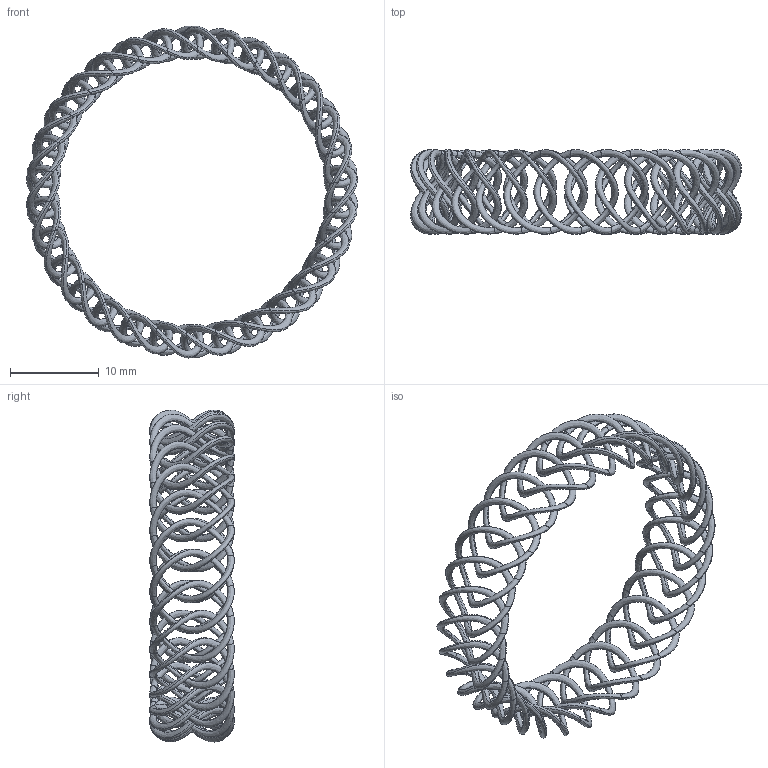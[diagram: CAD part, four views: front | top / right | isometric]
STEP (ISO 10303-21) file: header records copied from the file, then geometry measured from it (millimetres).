
FILE_DESCRIPTION(('FreeCAD Model'),'2;1');
FILE_NAME('Open CASCADE Shape Model','2025-05-04T09:01:15',('FreeCAD'),( 'FreeCAD'),'Open CASCADE STEP processor 7.6','FreeCAD','Unknown');
FILE_SCHEMA(('AUTOMOTIVE_DESIGN { 1 0 10303 214 1 1 1 1 }'));
Products named in the file (1): Open CASCADE STEP translator 7.6 1
Bounding box: 37.28 x 9.5 x 37.38 mm (x, y, z)
Volume: 348.1 mm3; surface area: 2006.1 mm2
Topology: 30 solids, 30 shells, 120 faces, 240 edges, 120 vertices
Faces by surface type: bspline 120
Entity records: 60196 total; most frequent: CARTESIAN_POINT 58561, ORIENTED_EDGE 480, EDGE_CURVE 240, B_SPLINE_CURVE_WITH_KNOTS 240, ADVANCED_FACE 120, FACE_BOUND 120, EDGE_LOOP 120, VERTEX_POINT 120
